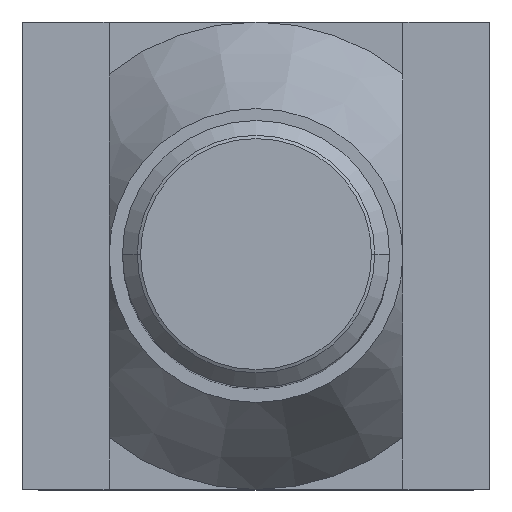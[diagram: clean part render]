
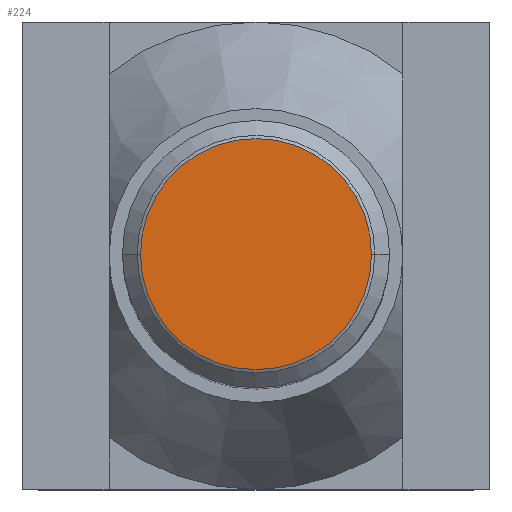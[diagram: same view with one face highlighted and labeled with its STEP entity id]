
A CAD part, top view. The second image highlights one B-rep face of the part: STEP entity #224.
In plain terms, the highlighted planar face has unit normal (0, 0, 1).
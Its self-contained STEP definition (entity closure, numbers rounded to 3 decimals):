
#216=VERTEX_POINT('',#478);
#224=ADVANCED_FACE('',(#486),#487,.T.);
#244=EDGE_CURVE('',#380,#216,#509,.T.);
#352=EDGE_CURVE('',#216,#380,#630,.T.);
#380=VERTEX_POINT('',#661);
#478=CARTESIAN_POINT('',(6.917,0.,63.0));
#486=FACE_OUTER_BOUND('',#796,.T.);
#487=PLANE('',#797);
#509=CIRCLE('',#829,6.917);
#630=CIRCLE('',#1017,6.917);
#661=CARTESIAN_POINT('',(-6.917,0.,63.0));
#796=EDGE_LOOP('',(#1152,#1153));
#797=AXIS2_PLACEMENT_3D('',#1154,#1155,#1156);
#829=AXIS2_PLACEMENT_3D('',#1187,#1188,#1189);
#1017=AXIS2_PLACEMENT_3D('',#1327,#1328,#1329);
#1152=ORIENTED_EDGE('',*,*,#352,.T.);
#1153=ORIENTED_EDGE('',*,*,#244,.T.);
#1154=CARTESIAN_POINT('',(-3.5,0.,63.0));
#1155=DIRECTION('',(0.0,0.0,1.0));
#1156=DIRECTION('',(-1.0,0.,0.0));
#1187=CARTESIAN_POINT('',(0.,0.,63.0));
#1188=DIRECTION('',(0.0,-0.0,1.0));
#1189=DIRECTION('',(1.0,0.,0.0));
#1327=CARTESIAN_POINT('',(0.,0.,63.0));
#1328=DIRECTION('',(0.0,-0.0,1.0));
#1329=DIRECTION('',(1.0,0.,0.0));
